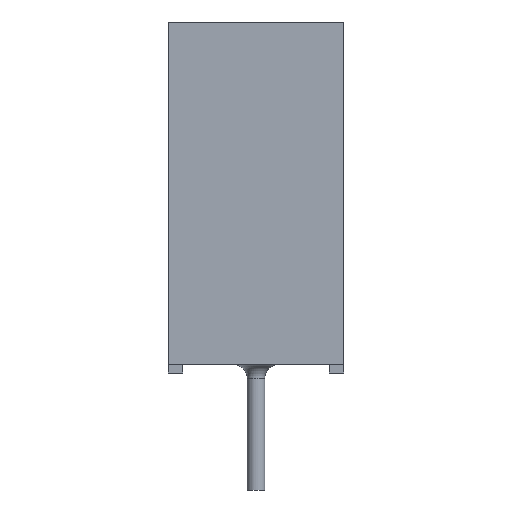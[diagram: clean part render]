
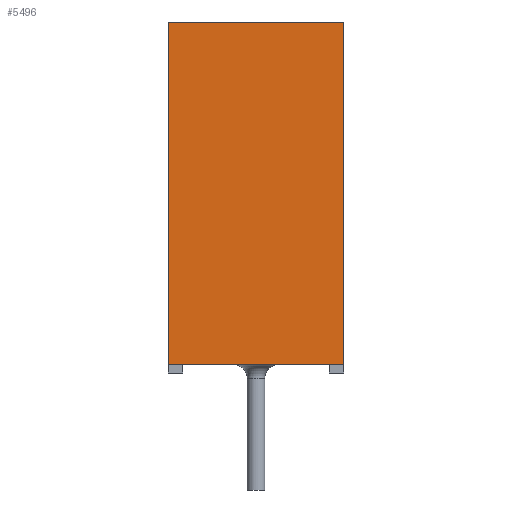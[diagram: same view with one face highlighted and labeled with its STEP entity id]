
A CAD part, left-side view. The second image highlights one B-rep face of the part: STEP entity #5496.
In plain terms, the highlighted planar face has unit normal (-1, 0, 0).
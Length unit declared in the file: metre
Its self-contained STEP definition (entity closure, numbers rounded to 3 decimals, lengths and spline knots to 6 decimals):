
#65=PLANE('',#5724);
#464=ORIENTED_EDGE('',*,*,#1540,.T.);
#465=ORIENTED_EDGE('',*,*,#1541,.F.);
#466=ORIENTED_EDGE('',*,*,#1542,.F.);
#467=ORIENTED_EDGE('',*,*,#1543,.T.);
#1540=EDGE_CURVE('',#2070,#2071,#2453,.T.);
#1541=EDGE_CURVE('',#2072,#2071,#2454,.T.);
#1542=EDGE_CURVE('',#2073,#2072,#2455,.T.);
#1543=EDGE_CURVE('',#2073,#2070,#2456,.T.);
#2070=VERTEX_POINT('',#7540);
#2071=VERTEX_POINT('',#7541);
#2072=VERTEX_POINT('',#7543);
#2073=VERTEX_POINT('',#7545);
#2453=LINE('',#7539,#2912);
#2454=LINE('',#7542,#2913);
#2455=LINE('',#7544,#2914);
#2456=LINE('',#7546,#2915);
#2912=VECTOR('',#6050,1.);
#2913=VECTOR('',#6051,1.);
#2914=VECTOR('',#6052,1.);
#2915=VECTOR('',#6053,1.);
#3319=EDGE_LOOP('',(#464,#465,#466,#467));
#3591=FACE_BOUND('',#3319,.T.);
#5496=ADVANCED_FACE('',(#3591),#65,.F.);
#5724=AXIS2_PLACEMENT_3D('',#7538,#6048,#6049);
#6048=DIRECTION('',(1.,0.,0.));
#6049=DIRECTION('',(0.,0.,-1.));
#6050=DIRECTION('',(0.,0.,-1.));
#6051=DIRECTION('',(0.,1.,0.));
#6052=DIRECTION('',(0.,0.,-1.));
#6053=DIRECTION('',(0.,1.,0.));
#7538=CARTESIAN_POINT('',(-0.00525,-0.003,0.00585));
#7539=CARTESIAN_POINT('',(-0.00525,0.003,0.00585));
#7540=CARTESIAN_POINT('',(-0.00525,0.003,0.00585));
#7541=CARTESIAN_POINT('',(-0.00525,0.003,-0.00585));
#7542=CARTESIAN_POINT('',(-0.00525,-0.003,-0.00585));
#7543=CARTESIAN_POINT('',(-0.00525,-0.003,-0.00585));
#7544=CARTESIAN_POINT('',(-0.00525,-0.003,0.00585));
#7545=CARTESIAN_POINT('',(-0.00525,-0.003,0.00585));
#7546=CARTESIAN_POINT('',(-0.00525,-0.003,0.00585));
